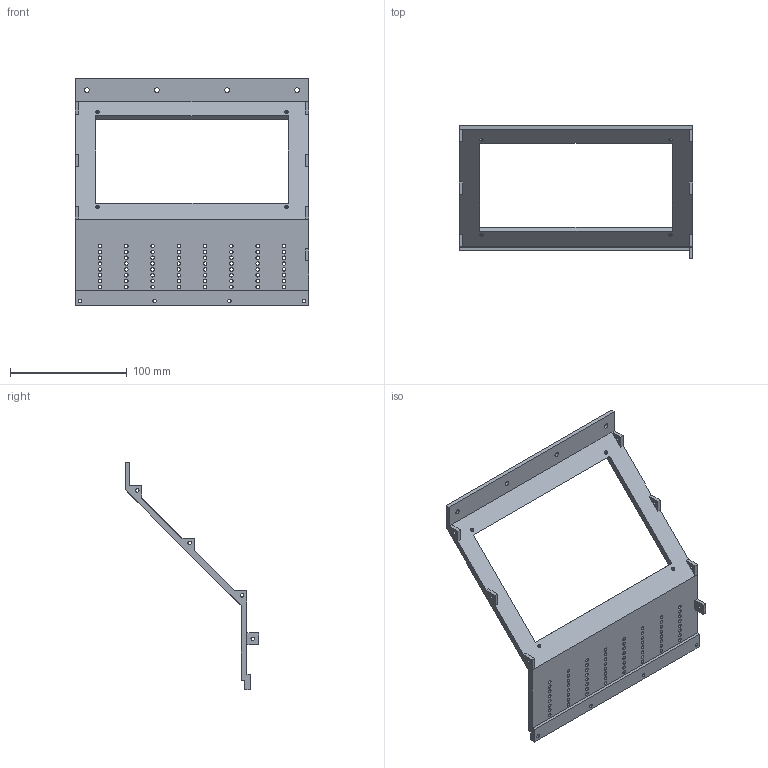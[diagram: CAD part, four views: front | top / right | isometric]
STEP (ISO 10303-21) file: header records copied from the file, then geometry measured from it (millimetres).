
FILE_DESCRIPTION (( 'STEP AP214' ), '1' );
FILE_NAME ('Panel3.STEP', '2024-12-20T08:14:38', ( '' ), ( '' ), 'SwSTEP 2.0', 'SolidWorks 2023', '' );
FILE_SCHEMA (( 'AUTOMOTIVE_DESIGN' ));
Length unit declared in the file: millimetre
Products named in the file (1): Panel3
Bounding box: 200 x 113.99 x 194.53 mm (x, y, z)
Volume: 143454.9 mm3; surface area: 70895.3 mm2
Topology: 1 solids, 1 shells, 206 faces, 610 edges, 406 vertices
Faces by surface type: cylinder 166, plane 40
Entity records: 7429 total; most frequent: DIRECTION 1356, CARTESIAN_POINT 1223, ORIENTED_EDGE 1220, EDGE_CURVE 610, AXIS2_PLACEMENT_3D 539, VERTEX_POINT 406, EDGE_LOOP 374, CIRCLE 332
